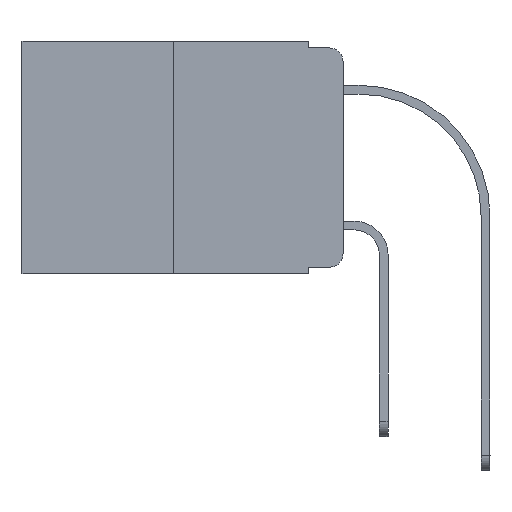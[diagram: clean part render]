
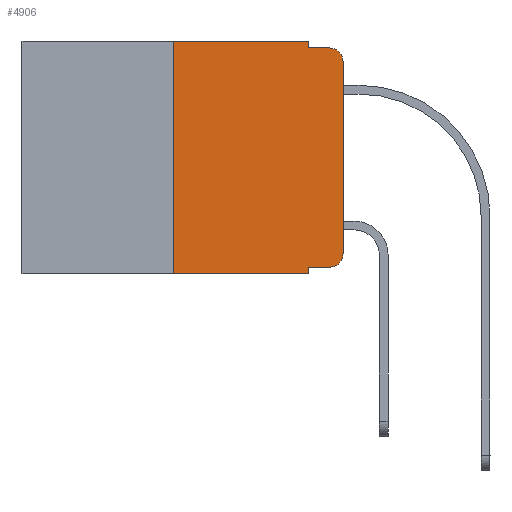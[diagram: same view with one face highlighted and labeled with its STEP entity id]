
A CAD part, left-side view. The second image highlights one B-rep face of the part: STEP entity #4906.
In plain terms, the highlighted planar face has unit normal (-1, 0, 0).
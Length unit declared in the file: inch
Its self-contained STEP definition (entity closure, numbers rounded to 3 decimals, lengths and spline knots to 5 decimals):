
#314 = EDGE_CURVE ( 'NONE', #10058, #11991, #6285, .T. ) ;
#334 = CARTESIAN_POINT ( 'NONE',  ( 0., 0.051, -0.333 ) ) ;
#359 = CARTESIAN_POINT ( 'NONE',  ( 0., 0.473, 0. ) ) ;
#519 = VECTOR ( 'NONE', #6044, 39.37008 ) ;
#658 = CARTESIAN_POINT ( 'NONE',  ( 0., 0.051, -0.01 ) ) ;
#828 = VECTOR ( 'NONE', #7639, 39.37008 ) ;
#1004 = VERTEX_POINT ( 'NONE', #1604 ) ;
#1050 = ORIENTED_EDGE ( 'NONE', *, *, #8202, .F. ) ;
#1114 = CARTESIAN_POINT ( 'NONE',  ( 0., 0., -0.313 ) ) ;
#1256 = CARTESIAN_POINT ( 'NONE',  ( 0., 0.051, -0.333 ) ) ;
#1275 = VECTOR ( 'NONE', #3005, 39.37008 ) ;
#1603 = DIRECTION ( 'NONE',  ( 0., 0., -1. ) ) ;
#1604 = CARTESIAN_POINT ( 'NONE',  ( 0., 0., -0.03 ) ) ;
#1624 = EDGE_LOOP ( 'NONE', ( #3436, #1814, #3145, #1050, #9576, #12826, #12509, #9003, #11093, #5619 ) ) ;
#1759 = EDGE_CURVE ( 'NONE', #10058, #3239, #12555, .T. ) ;
#1814 = ORIENTED_EDGE ( 'NONE', *, *, #10090, .T. ) ;
#2208 = LINE ( 'NONE', #3361, #3296 ) ;
#2450 = EDGE_CURVE ( 'NONE', #12497, #11991, #13163, .T. ) ;
#2654 = DIRECTION ( 'NONE',  ( -1., 0., 0. ) ) ;
#2913 = VERTEX_POINT ( 'NONE', #1114 ) ;
#3005 = DIRECTION ( 'NONE',  ( 0., 0., -1. ) ) ;
#3099 = AXIS2_PLACEMENT_3D ( 'NONE', #359, #12385, #3370 ) ;
#3145 = ORIENTED_EDGE ( 'NONE', *, *, #6474, .F. ) ;
#3159 = DIRECTION ( 'NONE',  ( 0., -1., 0. ) ) ;
#3239 = VERTEX_POINT ( 'NONE', #7084 ) ;
#3279 = CIRCLE ( 'NONE', #6518, 0.02 ) ;
#3296 = VECTOR ( 'NONE', #6261, 39.37008 ) ;
#3345 = DIRECTION ( 'NONE',  ( 0., -1., 0. ) ) ;
#3361 = CARTESIAN_POINT ( 'NONE',  ( 0., 0.051, 0. ) ) ;
#3370 = DIRECTION ( 'NONE',  ( 0., 0., -1. ) ) ;
#3436 = ORIENTED_EDGE ( 'NONE', *, *, #4000, .T. ) ;
#3734 = EDGE_CURVE ( 'NONE', #13136, #2913, #3279, .T. ) ;
#4000 = EDGE_CURVE ( 'NONE', #2913, #1004, #9504, .T. ) ;
#4414 = CARTESIAN_POINT ( 'NONE',  ( 0., 0., 0. ) ) ;
#4805 = VECTOR ( 'NONE', #10364, 39.37008 ) ;
#4906 = ADVANCED_FACE ( 'NONE', ( #8348 ), #10480, .F. ) ;
#5221 = AXIS2_PLACEMENT_3D ( 'NONE', #11640, #2654, #11709 ) ;
#5331 = VERTEX_POINT ( 'NONE', #8533 ) ;
#5365 = LINE ( 'NONE', #334, #8895 ) ;
#5434 = CARTESIAN_POINT ( 'NONE',  ( 0., 0.051, 0. ) ) ;
#5619 = ORIENTED_EDGE ( 'NONE', *, *, #3734, .T. ) ;
#5795 = VECTOR ( 'NONE', #3159, 39.37008 ) ;
#6044 = DIRECTION ( 'NONE',  ( 0., -1., 0. ) ) ;
#6261 = DIRECTION ( 'NONE',  ( 0., 0., -1. ) ) ;
#6285 = LINE ( 'NONE', #8362, #4805 ) ;
#6474 = EDGE_CURVE ( 'NONE', #8454, #5331, #12174, .T. ) ;
#6518 = AXIS2_PLACEMENT_3D ( 'NONE', #6722, #10798, #1603 ) ;
#6722 = CARTESIAN_POINT ( 'NONE',  ( 0., 0.02, -0.313 ) ) ;
#7084 = CARTESIAN_POINT ( 'NONE',  ( 0., 0.25, 0. ) ) ;
#7364 = VECTOR ( 'NONE', #8516, 39.37008 ) ;
#7639 = DIRECTION ( 'NONE',  ( 0., 0., 1. ) ) ;
#8123 = CARTESIAN_POINT ( 'NONE',  ( 0., 0.051, 0. ) ) ;
#8202 = EDGE_CURVE ( 'NONE', #9893, #8454, #2208, .T. ) ;
#8348 = FACE_OUTER_BOUND ( 'NONE', #1624, .T. ) ;
#8362 = CARTESIAN_POINT ( 'NONE',  ( 0., 0.473, -0.343 ) ) ;
#8454 = VERTEX_POINT ( 'NONE', #658 ) ;
#8516 = DIRECTION ( 'NONE',  ( 0., 0., 1. ) ) ;
#8531 = EDGE_CURVE ( 'NONE', #3239, #9893, #9182, .T. ) ;
#8533 = CARTESIAN_POINT ( 'NONE',  ( 0., 0.02, -0.01 ) ) ;
#8797 = CARTESIAN_POINT ( 'NONE',  ( 0., 0.02, -0.333 ) ) ;
#8895 = VECTOR ( 'NONE', #3345, 39.37008 ) ;
#9003 = ORIENTED_EDGE ( 'NONE', *, *, #2450, .F. ) ;
#9182 = LINE ( 'NONE', #11111, #519 ) ;
#9504 = LINE ( 'NONE', #4414, #7364 ) ;
#9576 = ORIENTED_EDGE ( 'NONE', *, *, #8531, .F. ) ;
#9893 = VERTEX_POINT ( 'NONE', #5434 ) ;
#9921 = CIRCLE ( 'NONE', #5221, 0.02 ) ;
#10058 = VERTEX_POINT ( 'NONE', #10716 ) ;
#10090 = EDGE_CURVE ( 'NONE', #1004, #5331, #9921, .T. ) ;
#10364 = DIRECTION ( 'NONE',  ( 0., -1., 0. ) ) ;
#10480 = PLANE ( 'NONE',  #3099 ) ;
#10716 = CARTESIAN_POINT ( 'NONE',  ( 0., 0.25, -0.343 ) ) ;
#10798 = DIRECTION ( 'NONE',  ( -1., 0., 0. ) ) ;
#11093 = ORIENTED_EDGE ( 'NONE', *, *, #12472, .T. ) ;
#11111 = CARTESIAN_POINT ( 'NONE',  ( 0., 0.473, 0. ) ) ;
#11640 = CARTESIAN_POINT ( 'NONE',  ( 0., 0.02, -0.03 ) ) ;
#11709 = DIRECTION ( 'NONE',  ( 0., 0., -1. ) ) ;
#11991 = VERTEX_POINT ( 'NONE', #12635 ) ;
#12174 = LINE ( 'NONE', #12309, #5795 ) ;
#12309 = CARTESIAN_POINT ( 'NONE',  ( 0., 0.051, -0.01 ) ) ;
#12385 = DIRECTION ( 'NONE',  ( 1., 0., 0. ) ) ;
#12472 = EDGE_CURVE ( 'NONE', #12497, #13136, #5365, .T. ) ;
#12497 = VERTEX_POINT ( 'NONE', #1256 ) ;
#12509 = ORIENTED_EDGE ( 'NONE', *, *, #314, .T. ) ;
#12555 = LINE ( 'NONE', #12612, #828 ) ;
#12612 = CARTESIAN_POINT ( 'NONE',  ( 0., 0.25, 0. ) ) ;
#12635 = CARTESIAN_POINT ( 'NONE',  ( 0., 0.051, -0.343 ) ) ;
#12826 = ORIENTED_EDGE ( 'NONE', *, *, #1759, .F. ) ;
#13136 = VERTEX_POINT ( 'NONE', #8797 ) ;
#13163 = LINE ( 'NONE', #8123, #1275 ) ;
